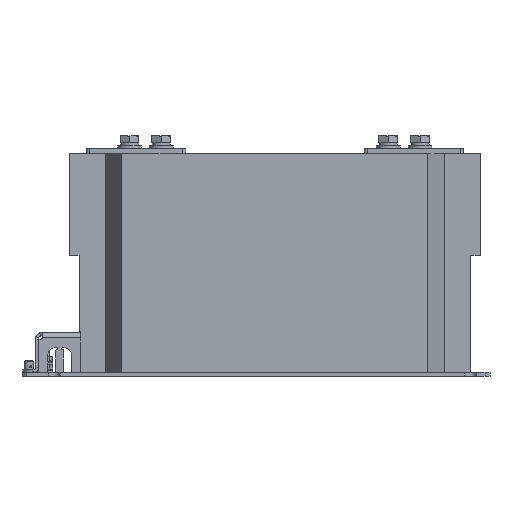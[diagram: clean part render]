
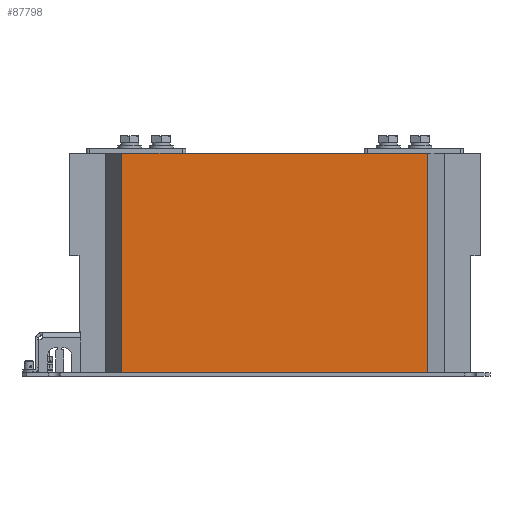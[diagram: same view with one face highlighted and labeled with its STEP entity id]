
A CAD part, front view. The second image highlights one B-rep face of the part: STEP entity #87798.
In plain terms, the highlighted planar face has unit normal (0, -1, 0).
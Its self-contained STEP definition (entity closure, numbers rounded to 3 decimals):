
#5515 = DIRECTION ( 'NONE',  ( 0., 1., 0. ) ) ;
#13293 = VECTOR ( 'NONE', #111731, 1000. ) ;
#22186 = VERTEX_POINT ( 'NONE', #139710 ) ;
#25262 = ORIENTED_EDGE ( 'NONE', *, *, #52883, .T. ) ;
#52066 = CARTESIAN_POINT ( 'NONE',  ( -154.257, -89., 221. ) ) ;
#52883 = EDGE_CURVE ( 'NONE', #22186, #171098, #162581, .T. ) ;
#54131 = EDGE_CURVE ( 'NONE', #22186, #110216, #55515, .T. ) ;
#54172 = FACE_OUTER_BOUND ( 'NONE', #102544, .T. ) ;
#55487 = CARTESIAN_POINT ( 'NONE',  ( 154.257, -89., 0. ) ) ;
#55515 = LINE ( 'NONE', #64005, #13293 ) ;
#60406 = LINE ( 'NONE', #140506, #102465 ) ;
#63622 = ORIENTED_EDGE ( 'NONE', *, *, #110365, .F. ) ;
#64005 = CARTESIAN_POINT ( 'NONE',  ( -154.257, -89., 221. ) ) ;
#73706 = CARTESIAN_POINT ( 'NONE',  ( -154.257, -89., 0. ) ) ;
#80609 = ORIENTED_EDGE ( 'NONE', *, *, #181190, .T. ) ;
#82409 = ORIENTED_EDGE ( 'NONE', *, *, #54131, .F. ) ;
#87798 = ADVANCED_FACE ( 'NONE', ( #54172 ), #100504, .F. ) ;
#90534 = DIRECTION ( 'NONE',  ( 1., 0., 0. ) ) ;
#93367 = DIRECTION ( 'NONE',  ( 0., 0., -1. ) ) ;
#100504 = PLANE ( 'NONE',  #104537 ) ;
#102465 = VECTOR ( 'NONE', #93367, 1000. ) ;
#102544 = EDGE_LOOP ( 'NONE', ( #80609, #63622, #82409, #25262 ) ) ;
#104537 = AXIS2_PLACEMENT_3D ( 'NONE', #52066, #5515, #116462 ) ;
#107899 = VECTOR ( 'NONE', #90534, 1000. ) ;
#110216 = VERTEX_POINT ( 'NONE', #183537 ) ;
#110365 = EDGE_CURVE ( 'NONE', #110216, #162686, #60406, .T. ) ;
#111731 = DIRECTION ( 'NONE',  ( 1., 0., 0. ) ) ;
#115410 = VECTOR ( 'NONE', #128007, 1000. ) ;
#116462 = DIRECTION ( 'NONE',  ( -1., 0., 0. ) ) ;
#128007 = DIRECTION ( 'NONE',  ( 0., 0., -1. ) ) ;
#139710 = CARTESIAN_POINT ( 'NONE',  ( -154.257, -89., 221. ) ) ;
#140506 = CARTESIAN_POINT ( 'NONE',  ( 154.257, -89., 221. ) ) ;
#150067 = LINE ( 'NONE', #169538, #107899 ) ;
#162581 = LINE ( 'NONE', #190417, #115410 ) ;
#162686 = VERTEX_POINT ( 'NONE', #55487 ) ;
#169538 = CARTESIAN_POINT ( 'NONE',  ( -154.257, -89., 0. ) ) ;
#171098 = VERTEX_POINT ( 'NONE', #73706 ) ;
#181190 = EDGE_CURVE ( 'NONE', #171098, #162686, #150067, .T. ) ;
#183537 = CARTESIAN_POINT ( 'NONE',  ( 154.257, -89., 221. ) ) ;
#190417 = CARTESIAN_POINT ( 'NONE',  ( -154.257, -89., 221. ) ) ;
